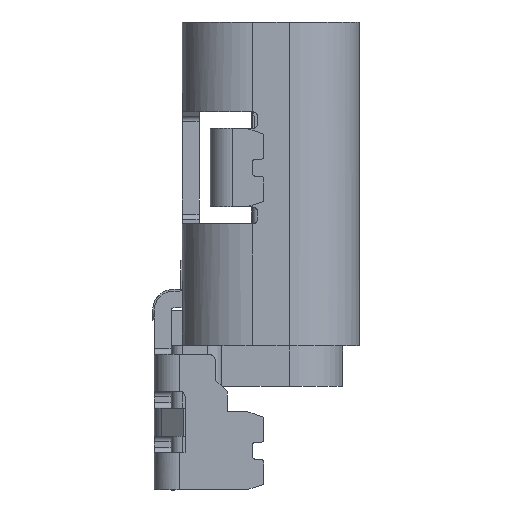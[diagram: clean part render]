
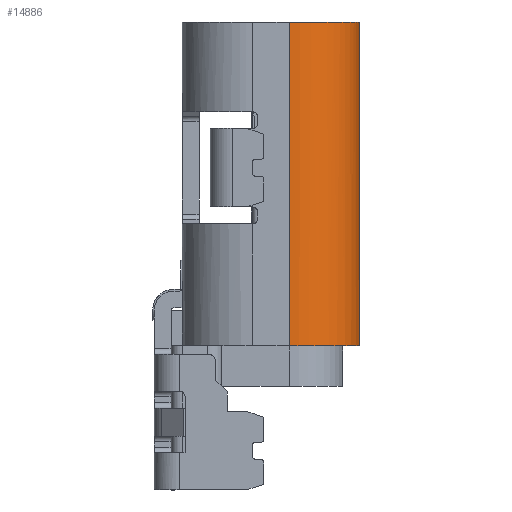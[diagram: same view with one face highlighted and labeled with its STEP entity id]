
A CAD part, left-side view. The second image highlights one B-rep face of the part: STEP entity #14886.
In plain terms, the highlighted cylindrical face has radius 1.25 mm (diameter 2.5 mm), a partial arc.
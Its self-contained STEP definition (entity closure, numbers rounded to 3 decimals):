
#448 = CARTESIAN_POINT ( 'NONE',  ( -4.322, -0.961, 0. ) ) ;
#581 = CARTESIAN_POINT ( 'NONE',  ( -3.555, -1.548, 0. ) ) ;
#1129 = DIRECTION ( 'NONE',  ( 0., 1., 0. ) ) ;
#4116 = CARTESIAN_POINT ( 'NONE',  ( -3.23, -1.58, -2.888 ) ) ;
#4223 = CARTESIAN_POINT ( 'NONE',  ( -3.728, -1.479, -5.775 ) ) ;
#4344 = CARTESIAN_POINT ( 'NONE',  ( -4.48, -0.33, -5.775 ) ) ;
#4418 = EDGE_CURVE ( 'NONE', #29749, #9880, #32423, .T. ) ;
#5815 = FACE_OUTER_BOUND ( 'NONE', #13941, .T. ) ;
#6134 = CARTESIAN_POINT ( 'NONE',  ( -3.861, -1.421, 0. ) ) ;
#6316 = CARTESIAN_POINT ( 'NONE',  ( -4.48, -0.33, 0. ) ) ;
#6944 = DIRECTION ( 'NONE',  ( 0., 0., -1. ) ) ;
#7045 = CARTESIAN_POINT ( 'NONE',  ( -3.303, -1.58, -5.775 ) ) ;
#7065 = CARTESIAN_POINT ( 'NONE',  ( -3.23, -0.33, 0.148 ) ) ;
#7290 = CARTESIAN_POINT ( 'NONE',  ( -3.23, -1.58, -5.775 ) ) ;
#7293 = CARTESIAN_POINT ( 'NONE',  ( -4., -1.315, -5.775 ) ) ;
#7915 = LINE ( 'NONE', #20976, #26451 ) ;
#8459 = EDGE_CURVE ( 'NONE', #30563, #18061, #23225, .T. ) ;
#8981 = CARTESIAN_POINT ( 'NONE',  ( -3.23, -1.58, 0. ) ) ;
#9866 = CARTESIAN_POINT ( 'NONE',  ( -3.62, -1.518, -5.775 ) ) ;
#9880 = VERTEX_POINT ( 'NONE', #17314 ) ;
#9981 = CARTESIAN_POINT ( 'NONE',  ( -3.533, -1.544, -5.775 ) ) ;
#11807 = CARTESIAN_POINT ( 'NONE',  ( -4.48, -0.33, 0. ) ) ;
#12712 = CARTESIAN_POINT ( 'NONE',  ( -4.208, -1.117, -5.775 ) ) ;
#12838 = CARTESIAN_POINT ( 'NONE',  ( -4.281, -1.009, -5.775 ) ) ;
#13729 = ORIENTED_EDGE ( 'NONE', *, *, #28464, .T. ) ;
#13735 = CYLINDRICAL_SURFACE ( 'NONE', #30520, 1.25 ) ;
#13941 = EDGE_LOOP ( 'NONE', ( #13729, #35392, #31198, #36362 ) ) ;
#14804 = EDGE_CURVE ( 'NONE', #29749, #18061, #26575, .T. ) ;
#14812 = CARTESIAN_POINT ( 'NONE',  ( -4.448, -0.656, 0. ) ) ;
#14886 = ADVANCED_FACE ( 'NONE', ( #5815 ), #13735, .T. ) ;
#15183 = DIRECTION ( 'NONE',  ( 0., 0., -1. ) ) ;
#15570 = CARTESIAN_POINT ( 'NONE',  ( -4.044, -1.279, -5.775 ) ) ;
#15700 = CARTESIAN_POINT ( 'NONE',  ( -4.48, -0.514, -5.775 ) ) ;
#16412 = VECTOR ( 'NONE', #32483, 1000. ) ;
#17314 = CARTESIAN_POINT ( 'NONE',  ( -4.48, -0.33, -5.775 ) ) ;
#17761 = CARTESIAN_POINT ( 'NONE',  ( -4.231, -1.097, 0. ) ) ;
#18061 = VERTEX_POINT ( 'NONE', #21557 ) ;
#18305 = CARTESIAN_POINT ( 'NONE',  ( -3.833, -1.43, -5.775 ) ) ;
#18427 = CARTESIAN_POINT ( 'NONE',  ( -4.345, -0.898, -5.775 ) ) ;
#20606 = CARTESIAN_POINT ( 'NONE',  ( -3.997, -1.331, 0. ) ) ;
#20976 = CARTESIAN_POINT ( 'NONE',  ( -4.48, -0.33, -2.888 ) ) ;
#21557 = CARTESIAN_POINT ( 'NONE',  ( -3.23, -1.58, 0. ) ) ;
#23225 = B_SPLINE_CURVE_WITH_KNOTS ( 'NONE', 3,
 ( #11807, #31807, #14812, #448, #17761, #20606, #6134, #581, #25902, #8981 ),
 .UNSPECIFIED., .F., .F.,
 ( 4, 2, 2, 2, 4 ),
 ( 0., 0.25, 0.5, 0.75, 1. ),
 .UNSPECIFIED. ) ;
#24200 = CARTESIAN_POINT ( 'NONE',  ( -3.585, -1.529, -5.775 ) ) ;
#25902 = CARTESIAN_POINT ( 'NONE',  ( -3.396, -1.58, 0. ) ) ;
#26451 = VECTOR ( 'NONE', #15183, 1000. ) ;
#26575 = LINE ( 'NONE', #4116, #16412 ) ;
#26683 = CARTESIAN_POINT ( 'NONE',  ( -4.119, -1.213, -5.775 ) ) ;
#26812 = CARTESIAN_POINT ( 'NONE',  ( -3.411, -1.571, -5.775 ) ) ;
#26925 = CARTESIAN_POINT ( 'NONE',  ( -4.441, -0.689, -5.775 ) ) ;
#28464 = EDGE_CURVE ( 'NONE', #30563, #9880, #7915, .T. ) ;
#29635 = CARTESIAN_POINT ( 'NONE',  ( -3.946, -1.356, -5.775 ) ) ;
#29749 = VERTEX_POINT ( 'NONE', #7290 ) ;
#29759 = CARTESIAN_POINT ( 'NONE',  ( -3.636, -1.513, -5.775 ) ) ;
#30520 = AXIS2_PLACEMENT_3D ( 'NONE', #7065, #6944, #1129 ) ;
#30563 = VERTEX_POINT ( 'NONE', #6316 ) ;
#31198 = ORIENTED_EDGE ( 'NONE', *, *, #14804, .T. ) ;
#31807 = CARTESIAN_POINT ( 'NONE',  ( -4.48, -0.496, 0. ) ) ;
#32423 = B_SPLINE_CURVE_WITH_KNOTS ( 'NONE', 3,
 ( #32579, #7045, #26812, #9981, #24200, #9866, #29759, #4223, #18305, #29635, #7293, #32467, #35225, #15570, #26683, #12712, #12838, #35341, #18427, #26925, #15700, #4344 ),
 .UNSPECIFIED., .F., .F.,
 ( 4, 1, 1, 2, 2, 1, 1, 1, 2, 2, 1, 2, 2, 4 ),
 ( 0., 0.125, 0.188, 0.219, 0.25, 0.375, 0.438, 0.469, 0.484, 0.5, 0.625, 0.688, 0.75, 1. ),
 .UNSPECIFIED. ) ;
#32467 = CARTESIAN_POINT ( 'NONE',  ( -4.023, -1.297, -5.775 ) ) ;
#32483 = DIRECTION ( 'NONE',  ( 0., 0., 1. ) ) ;
#32579 = CARTESIAN_POINT ( 'NONE',  ( -3.23, -1.58, -5.775 ) ) ;
#35225 = CARTESIAN_POINT ( 'NONE',  ( -4.038, -1.284, -5.775 ) ) ;
#35341 = CARTESIAN_POINT ( 'NONE',  ( -4.325, -0.935, -5.775 ) ) ;
#35392 = ORIENTED_EDGE ( 'NONE', *, *, #4418, .F. ) ;
#36362 = ORIENTED_EDGE ( 'NONE', *, *, #8459, .F. ) ;
